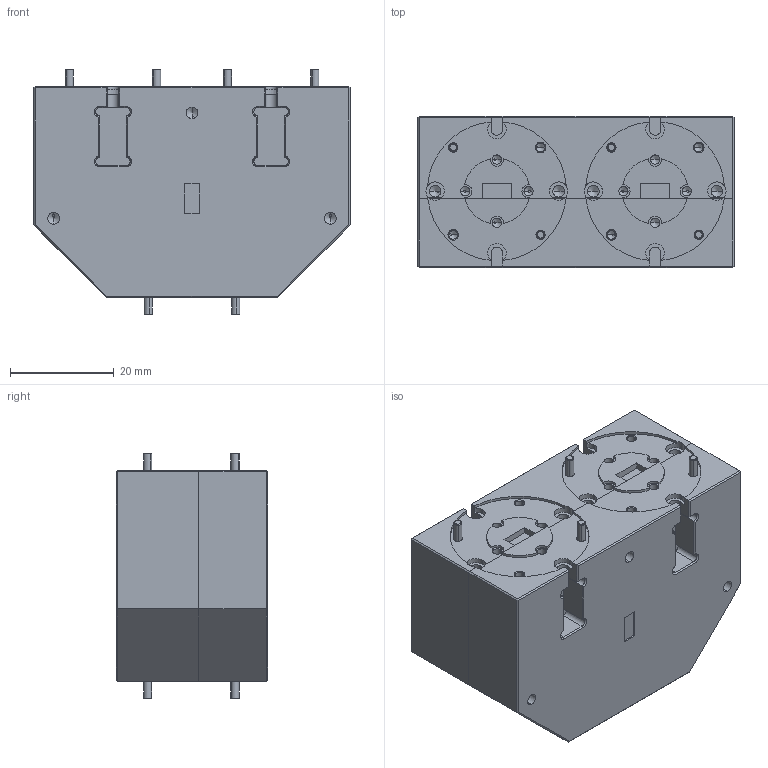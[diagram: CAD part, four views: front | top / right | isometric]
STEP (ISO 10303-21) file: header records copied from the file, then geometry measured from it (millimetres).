
FILE_DESCRIPTION (( 'STEP AP203' ), '1' );
FILE_NAME ('WP-Q2I-A-3.STEP', '2022-05-16T23:21:51', ( '' ), ( '' ), 'SwSTEP 2.0', 'SolidWorks 2021', '' );
FILE_SCHEMA (( 'CONFIG_CONTROL_DESIGN' ));
Length unit declared in the file: inch
Products named in the file (1): WP-Q2I-A-3
Bounding box: 60.96 x 29.21 x 47.37 mm (x, y, z)
Volume: 60160.7 mm3; surface area: 23196.6 mm2
Topology: 29 solids, 29 shells, 1282 faces, 2916 edges, 1701 vertices
Faces by surface type: cylinder 447, plane 422, cone 413
Entity records: 35755 total; most frequent: CARTESIAN_POINT 6887, DIRECTION 6410, ORIENTED_EDGE 5620, EDGE_CURVE 2810, AXIS2_PLACEMENT_3D 2498, VERTEX_POINT 1701, EDGE_LOOP 1451, VECTOR 1414
